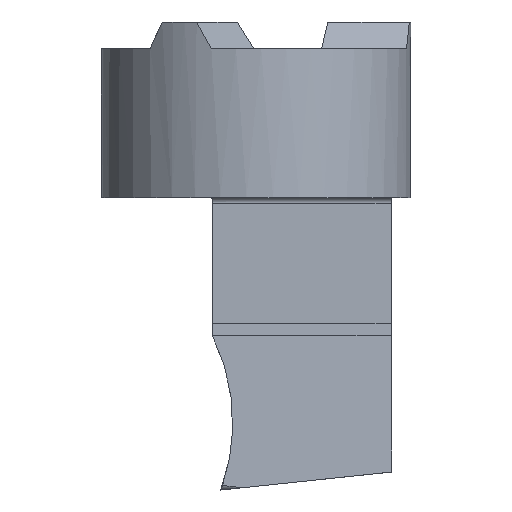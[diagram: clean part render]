
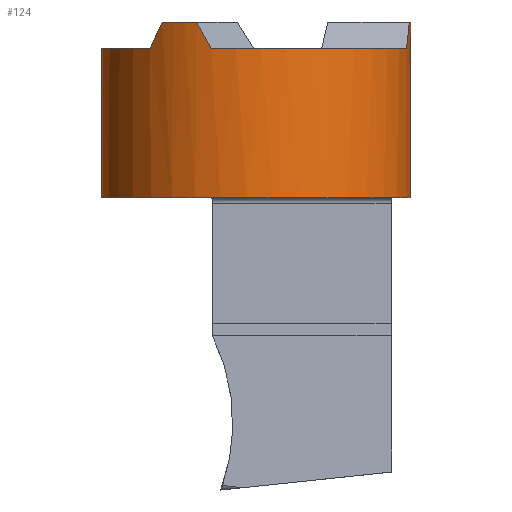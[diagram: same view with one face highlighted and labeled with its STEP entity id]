
A CAD part, left-side view. The second image highlights one B-rep face of the part: STEP entity #124.
In plain terms, the highlighted cylindrical face has radius 5.5 mm (diameter 11 mm), a partial arc.
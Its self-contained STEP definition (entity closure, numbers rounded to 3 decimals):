
#63=CYLINDRICAL_SURFACE('',#814,5.5);
#82=CIRCLE('',#796,5.5);
#84=CIRCLE('',#801,5.5);
#87=CIRCLE('',#810,5.5);
#88=CIRCLE('',#812,5.5);
#89=CIRCLE('',#813,5.5);
#124=ADVANCED_FACE('',(#189),#63,.T.);
#189=FACE_OUTER_BOUND('',#224,.T.);
#224=EDGE_LOOP('',(#351,#352,#353,#354,#355,#356,#357,#358,#359,#360,#361));
#351=ORIENTED_EDGE('',*,*,#593,.F.);
#352=ORIENTED_EDGE('',*,*,#583,.F.);
#353=ORIENTED_EDGE('',*,*,#547,.T.);
#354=ORIENTED_EDGE('',*,*,#594,.T.);
#355=ORIENTED_EDGE('',*,*,#557,.F.);
#356=ORIENTED_EDGE('',*,*,#579,.F.);
#357=ORIENTED_EDGE('',*,*,#573,.F.);
#358=ORIENTED_EDGE('',*,*,#595,.F.);
#359=ORIENTED_EDGE('',*,*,#589,.F.);
#360=ORIENTED_EDGE('',*,*,#569,.F.);
#361=ORIENTED_EDGE('',*,*,#587,.F.);
#473=VERTEX_POINT('',#1130);
#474=VERTEX_POINT('',#1132);
#478=VERTEX_POINT('',#1148);
#483=VERTEX_POINT('',#1157);
#491=VERTEX_POINT('',#1198);
#492=VERTEX_POINT('',#1200);
#495=VERTEX_POINT('',#1210);
#496=VERTEX_POINT('',#1215);
#501=VERTEX_POINT('',#1246);
#503=VERTEX_POINT('',#1255);
#505=VERTEX_POINT('',#1270);
#547=EDGE_CURVE('',#474,#473,#642,.T.);
#557=EDGE_CURVE('',#483,#478,#648,.T.);
#569=EDGE_CURVE('',#491,#492,#82,.T.);
#573=EDGE_CURVE('',#495,#496,#729,.T.);
#579=EDGE_CURVE('',#496,#483,#84,.T.);
#583=EDGE_CURVE('',#474,#501,#733,.T.);
#587=EDGE_CURVE('',#503,#491,#735,.T.);
#589=EDGE_CURVE('',#492,#505,#737,.T.);
#593=EDGE_CURVE('',#501,#503,#87,.T.);
#594=EDGE_CURVE('',#473,#478,#88,.T.);
#595=EDGE_CURVE('',#505,#495,#89,.T.);
#642=LINE('',#1131,#686);
#648=LINE('',#1158,#692);
#686=VECTOR('',#879,1.);
#692=VECTOR('',#891,1.);
#729=(
BOUNDED_CURVE()
B_SPLINE_CURVE(3,(#1211,#1212,#1213,#1214),.UNSPECIFIED.,.F.,.F.)
B_SPLINE_CURVE_WITH_KNOTS((4,4),(0.,1.),.UNSPECIFIED.)
CURVE()
GEOMETRIC_REPRESENTATION_ITEM()
RATIONAL_B_SPLINE_CURVE((1.,0.999,0.999,1.))
REPRESENTATION_ITEM('')
);
#733=(
BOUNDED_CURVE()
B_SPLINE_CURVE(3,(#1242,#1243,#1244,#1245),.UNSPECIFIED.,.F.,.F.)
B_SPLINE_CURVE_WITH_KNOTS((4,4),(0.,1.),.UNSPECIFIED.)
CURVE()
GEOMETRIC_REPRESENTATION_ITEM()
RATIONAL_B_SPLINE_CURVE((1.,0.999,0.999,1.))
REPRESENTATION_ITEM('')
);
#735=(
BOUNDED_CURVE()
B_SPLINE_CURVE(3,(#1256,#1257,#1258,#1259),.UNSPECIFIED.,.F.,.F.)
B_SPLINE_CURVE_WITH_KNOTS((4,4),(0.,1.),.UNSPECIFIED.)
CURVE()
GEOMETRIC_REPRESENTATION_ITEM()
RATIONAL_B_SPLINE_CURVE((1.,0.999,0.999,1.))
REPRESENTATION_ITEM('')
);
#737=(
BOUNDED_CURVE()
B_SPLINE_CURVE(3,(#1266,#1267,#1268,#1269),.UNSPECIFIED.,.F.,.F.)
B_SPLINE_CURVE_WITH_KNOTS((4,4),(0.,1.),.UNSPECIFIED.)
CURVE()
GEOMETRIC_REPRESENTATION_ITEM()
RATIONAL_B_SPLINE_CURVE((1.,0.999,0.999,1.))
REPRESENTATION_ITEM('')
);
#796=AXIS2_PLACEMENT_3D('',#1199,#912,#913);
#801=AXIS2_PLACEMENT_3D('',#1228,#927,#928);
#810=AXIS2_PLACEMENT_3D('',#1276,#949,#950);
#812=AXIS2_PLACEMENT_3D('',#1278,#953,#954);
#813=AXIS2_PLACEMENT_3D('',#1279,#955,#956);
#814=AXIS2_PLACEMENT_3D('',#1280,#957,#958);
#879=DIRECTION('',(0.,0.,-1.));
#891=DIRECTION('',(0.,0.,-1.));
#912=DIRECTION('',(0.,0.,1.));
#913=DIRECTION('',(1.,0.,0.));
#927=DIRECTION('',(0.,0.,1.));
#928=DIRECTION('',(1.,0.,0.));
#949=DIRECTION('',(0.,0.,1.));
#950=DIRECTION('',(1.,0.,0.));
#953=DIRECTION('',(0.,0.,1.));
#954=DIRECTION('',(1.,0.,0.));
#955=DIRECTION('',(0.,0.,1.));
#956=DIRECTION('',(1.,0.,0.));
#957=DIRECTION('',(0.,0.,-1.));
#958=DIRECTION('',(1.,0.,0.));
#1130=CARTESIAN_POINT('',(4.299,3.43,-5.4));
#1131=CARTESIAN_POINT('',(4.299,3.43,0.9));
#1132=CARTESIAN_POINT('',(4.299,3.43,0.656));
#1148=CARTESIAN_POINT('',(0.479,-5.479,-5.4));
#1157=CARTESIAN_POINT('',(0.479,-5.479,0.85));
#1158=CARTESIAN_POINT('',(0.479,-5.479,0.9));
#1198=CARTESIAN_POINT('',(-4.369,3.341,0.85));
#1199=CARTESIAN_POINT('',(0.,0.,0.85));
#1200=CARTESIAN_POINT('',(-5.078,2.113,0.85));
#1210=CARTESIAN_POINT('',(-1.257,-5.354,-0.1));
#1211=CARTESIAN_POINT('',(-1.257,-5.354,-0.1));
#1212=CARTESIAN_POINT('',(-1.076,-5.397,0.214));
#1213=CARTESIAN_POINT('',(-0.893,-5.43,0.531));
#1214=CARTESIAN_POINT('',(-0.709,-5.454,0.85));
#1215=CARTESIAN_POINT('',(-0.709,-5.454,0.85));
#1228=CARTESIAN_POINT('',(0.,0.,0.85));
#1242=CARTESIAN_POINT('',(4.299,3.43,0.656));
#1243=CARTESIAN_POINT('',(4.207,3.546,0.402));
#1244=CARTESIAN_POINT('',(4.11,3.658,0.15));
#1245=CARTESIAN_POINT('',(4.008,3.766,-0.1));
#1246=CARTESIAN_POINT('',(4.008,3.766,-0.1));
#1255=CARTESIAN_POINT('',(-4.008,3.766,-0.1));
#1256=CARTESIAN_POINT('',(-4.008,3.766,-0.1));
#1257=CARTESIAN_POINT('',(-4.136,3.63,0.214));
#1258=CARTESIAN_POINT('',(-4.256,3.489,0.531));
#1259=CARTESIAN_POINT('',(-4.369,3.341,0.85));
#1266=CARTESIAN_POINT('',(-5.078,2.113,0.85));
#1267=CARTESIAN_POINT('',(-5.149,1.942,0.531));
#1268=CARTESIAN_POINT('',(-5.212,1.767,0.214));
#1269=CARTESIAN_POINT('',(-5.266,1.588,-0.1));
#1270=CARTESIAN_POINT('',(-5.266,1.588,-0.1));
#1276=CARTESIAN_POINT('',(0.,0.,-0.1));
#1278=CARTESIAN_POINT('',(0.,0.,-5.4));
#1279=CARTESIAN_POINT('',(0.,0.,-0.1));
#1280=CARTESIAN_POINT('',(0.,0.,0.9));
